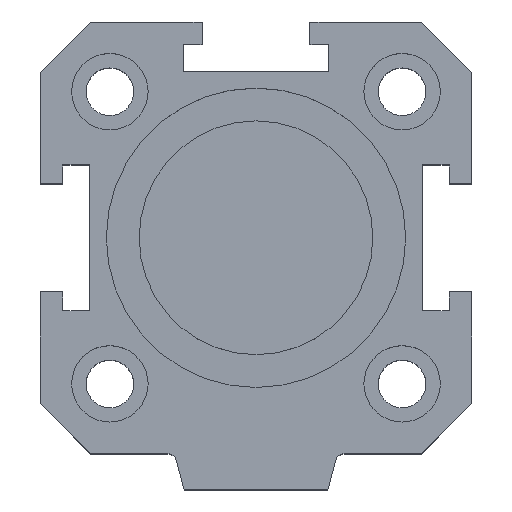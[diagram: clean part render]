
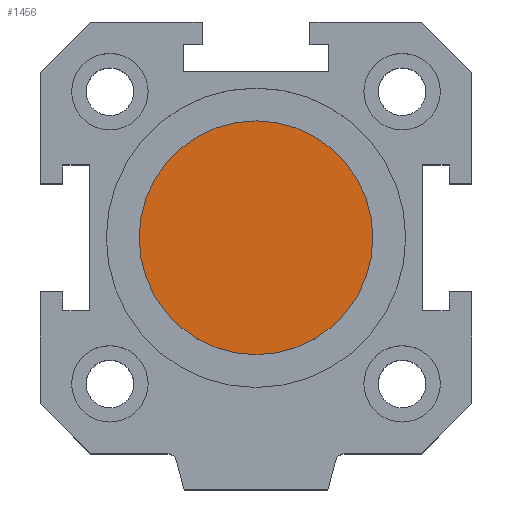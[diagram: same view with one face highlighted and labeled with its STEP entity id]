
A CAD part, top view. The second image highlights one B-rep face of the part: STEP entity #1456.
In plain terms, the highlighted planar face has unit normal (0, 0, 1).
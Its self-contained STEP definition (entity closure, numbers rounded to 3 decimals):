
#325=PLANE('',#1599);
#462=FACE_OUTER_BOUND('',#597,.T.);
#597=EDGE_LOOP('',(#1189));
#669=CIRCLE('',#1530,13.);
#763=VERTEX_POINT('',#2196);
#899=EDGE_CURVE('',#763,#763,#669,.T.);
#1189=ORIENTED_EDGE('',*,*,#899,.T.);
#1456=ADVANCED_FACE('',(#462),#325,.T.);
#1530=AXIS2_PLACEMENT_3D('',#2197,#1738,#1739);
#1599=AXIS2_PLACEMENT_3D('',#2372,#1912,#1913);
#1738=DIRECTION('center_axis',(0.,0.,1.));
#1739=DIRECTION('ref_axis',(-1.,0.,0.));
#1912=DIRECTION('center_axis',(0.,0.,1.));
#1913=DIRECTION('ref_axis',(1.,0.,0.));
#2196=CARTESIAN_POINT('',(13.,0.,16.));
#2197=CARTESIAN_POINT('Origin',(0.,0.,16.));
#2372=CARTESIAN_POINT('Origin',(0.,0.555,
16.));
